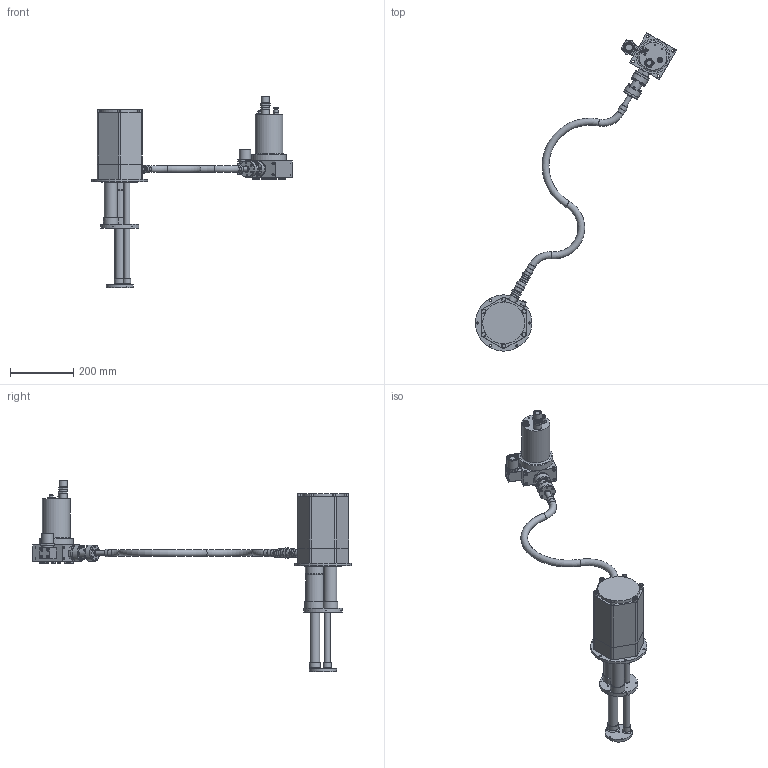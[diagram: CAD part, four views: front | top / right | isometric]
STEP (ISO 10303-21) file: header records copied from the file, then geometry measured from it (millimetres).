
FILE_DESCRIPTION(/* description */ (''),/* implementation_level */ '2;1');
FILE_NAME(/* name */ 'AF''CH60405 15MAR16 A.stp',/* time_stamp */ '2016-03-15T09:56:22-04:00',/* author */ ('afleet'),/* organization */ (''),/* preprocessor_version */ 'ST-DEVELOPER v16.1',/* originating_system */ 'Autodesk Inventor 2016',/* authorisation */ '');
FILE_SCHEMA (('AUTOMOTIVE_DESIGN { 1 0 10303 214 3 1 1 }'));
Length unit declared in the file: inch
Products named in the file (1): CH60405 15MAR16 A
Bounding box: 634.19 x 1004.66 x 604.6 mm (x, y, z)
Volume: 7198711.2 mm3; surface area: 492115.4 mm2
Topology: 1 solids, 1 shells, 1042 faces, 2753 edges, 1803 vertices
Faces by surface type: plane 558, cylinder 321, cone 85, torus 67, bspline 7, sphere 4
Full cylindrical faces by diameter (mm): 0.889 x4, 1.016 x3, 1.181 x24, 2.464 x8, 3.251 x7, 3.962 x2, 4.14 x6, 4.648 x4, 4.826 x24, 5.182 x12, 6.35 x7, 7.925 x16, 8.255 x1, 8.331 x20, 8.382 x4, 11.328 x1, 11.811 x1, 11.913 x8, 12.7 x5, 13.97 x1, 14.224 x6, 15.621 x1, 16.637 x1, 18.669 x1, 19.05 x2, 19.761 x1, 20.701 x1, 20.828 x1, 21.59 x3, 23.749 x2
Entity records: 32515 total; most frequent: CARTESIAN_POINT 8547, DIRECTION 4722, ORIENTED_EDGE 4490, EDGE_CURVE 2245, AXIS2_PLACEMENT_3D 1832, EDGE_LOOP 1612, VERTEX_POINT 1609, LINE 1058
